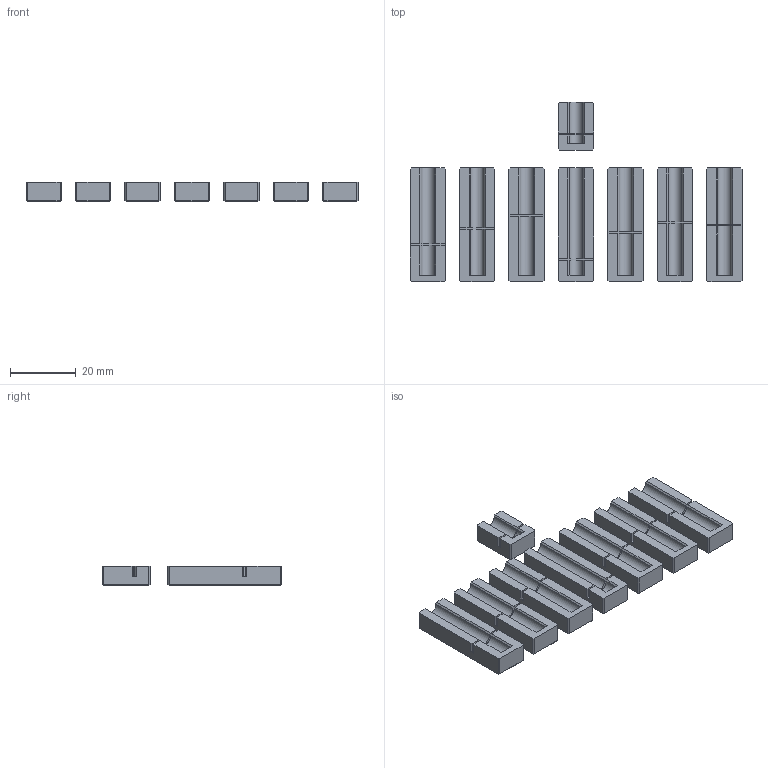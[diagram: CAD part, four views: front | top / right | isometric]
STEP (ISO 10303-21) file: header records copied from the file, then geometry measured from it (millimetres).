
FILE_DESCRIPTION(/* description */ (''),/* implementation_level */ '2;1');
FILE_NAME(/* name */ 'ptfe cutting jigs v9.step',/* time_stamp */ '2025-10-11T09:59:31-04:00',/* author */ (''),/* organization */ (''),/* preprocessor_version */ 'ST-DEVELOPER v20.1',/* originating_system */ 'Autodesk Translation Framework v14.17.0.0',/* authorisation */ '');
FILE_SCHEMA (('AUTOMOTIVE_DESIGN { 1 0 10303 214 3 1 1 }'));
Length unit declared in the file: millimetre
Products named in the file (1): ptfe cutting jigs
Bounding box: 100.74 x 54.6 x 6 mm (x, y, z)
Volume: 16426.8 mm3; surface area: 12963.2 mm2
Topology: 10 solids, 10 shells, 958 faces, 2541 edges, 1654 vertices
Faces by surface type: plane 665, bspline 273, cylinder 20
Entity records: 31699 total; most frequent: CARTESIAN_POINT 9795, ORIENTED_EDGE 5082, DIRECTION 3407, EDGE_CURVE 2541, LINE 1955, VECTOR 1955, VERTEX_POINT 1654, EDGE_LOOP 1009
